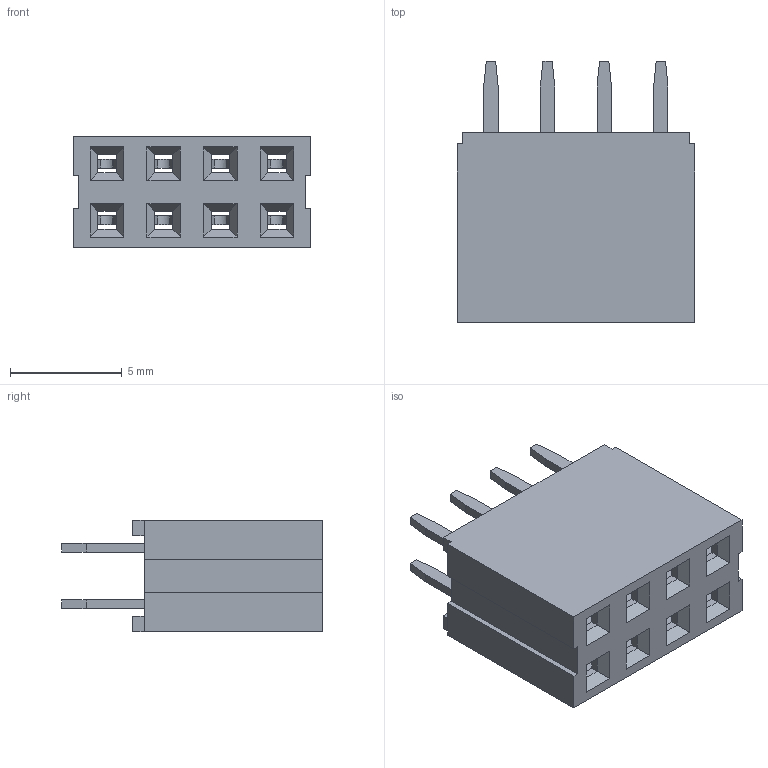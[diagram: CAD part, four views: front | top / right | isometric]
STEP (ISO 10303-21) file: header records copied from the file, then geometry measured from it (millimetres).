
FILE_DESCRIPTION((''),'2;1');
FILE_NAME('_PHFZ-08S-A-032_ASM','2023-11-22T',('PLALX-SALES6'),(''),'PRO/ENGINEER BY PARAMETRIC TECHNOLOGY CORPORATION, 2015440','PRO/ENGINEER BY PARAMETRIC TECHNOLOGY CORPORATION, 2015440','');
FILE_SCHEMA(('AUTOMOTIVE_DESIGN { 1 0 10303 214 1 1 1 1 }'));
Length unit declared in the file: millimetre
Products named in the file (13): DUANZI_PRT-12800; DUANZI_PRT-13570_ASM; DUANZI_PRT_2_ASM; DUANZI_PRT_3_ASM; DUANZI_PRT_4_ASM; PRT0017_PRT_1-72420; PRT0017_PRT_1-72750_ASM; PRT0020_PRT-85560; PRT0020_PRT-86330_ASM; PRT0020_PRT_2_ASM; PRT0020_PRT_3_ASM; PRT0020_PRT_4_ASM; _PHFZ-08S-A-032_ASM
Assembly tree (18 placements, depth 3):
  _PHFZ-08S-A-032_ASM
    DUANZI_PRT-13570_ASM
      DUANZI_PRT-12800
    DUANZI_PRT_2_ASM
      DUANZI_PRT-12800
    DUANZI_PRT_3_ASM
      DUANZI_PRT-12800
    DUANZI_PRT_4_ASM
      DUANZI_PRT-12800
    PRT0017_PRT_1-72750_ASM
      PRT0017_PRT_1-72420
    PRT0020_PRT-86330_ASM
      PRT0020_PRT-85560
    PRT0020_PRT_2_ASM
      PRT0020_PRT-85560
    PRT0020_PRT_3_ASM
      PRT0020_PRT-85560
    PRT0020_PRT_4_ASM
      PRT0020_PRT-85560
Bounding box: 10.66 x 11.7 x 5 mm (x, y, z)
Volume: 347.8 mm3; surface area: 973.5 mm2
Topology: 9 solids, 9 shells, 430 faces, 1220 edges, 816 vertices
Faces by surface type: plane 342, cylinder 88
Entity records: 12546 total; most frequent: CARTESIAN_POINT 1488, ORIENTED_EDGE 1372, DIRECTION 1308, PRESENTATION_STYLE_ASSIGNMENT 939, STYLED_ITEM 939, CURVE_STYLE 686, EDGE_CURVE 686, VECTOR 632
